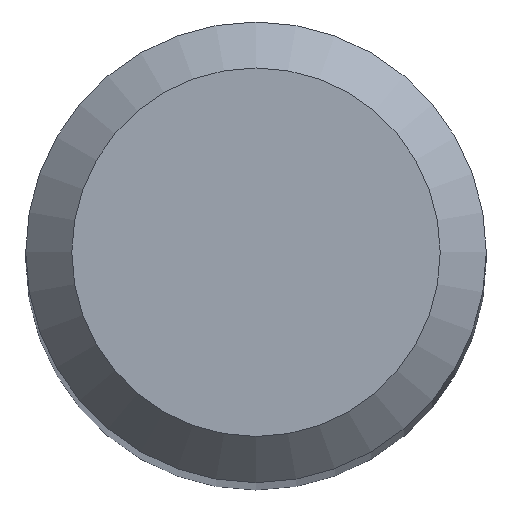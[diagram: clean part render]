
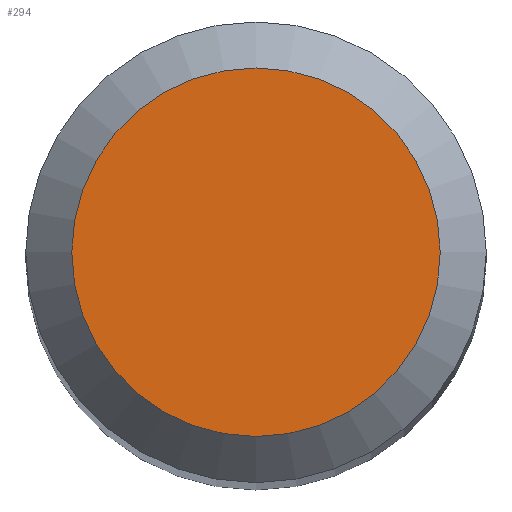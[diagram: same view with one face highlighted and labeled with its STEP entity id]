
A CAD part, top view. The second image highlights one B-rep face of the part: STEP entity #294.
In plain terms, the highlighted planar face has unit normal (0, 0, 1).
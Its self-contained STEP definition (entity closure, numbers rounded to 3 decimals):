
#24 = AXIS2_PLACEMENT_3D ( 'NONE', #271, #128, #243 ) ;
#28 = PLANE ( 'NONE',  #72 ) ;
#31 = EDGE_CURVE ( 'NONE', #32, #32, #174, .T. ) ;
#32 = VERTEX_POINT ( 'NONE', #260 ) ;
#59 = DIRECTION ( 'NONE',  ( -1., 0., 0. ) ) ;
#60 = ORIENTED_EDGE ( 'NONE', *, *, #31, .F. ) ;
#72 = AXIS2_PLACEMENT_3D ( 'NONE', #142, #232, #59 ) ;
#84 = FACE_OUTER_BOUND ( 'NONE', #209, .T. ) ;
#128 = DIRECTION ( 'NONE',  ( 0., 0., -1. ) ) ;
#142 = CARTESIAN_POINT ( 'NONE',  ( 0., 0., 38. ) ) ;
#174 = CIRCLE ( 'NONE', #24, 1.2 ) ;
#209 = EDGE_LOOP ( 'NONE', ( #60 ) ) ;
#232 = DIRECTION ( 'NONE',  ( 0., 0., -1. ) ) ;
#243 = DIRECTION ( 'NONE',  ( -1., 0., 0. ) ) ;
#260 = CARTESIAN_POINT ( 'NONE',  ( -1.2, 0., 38. ) ) ;
#271 = CARTESIAN_POINT ( 'NONE',  ( 0., 0., 38. ) ) ;
#294 = ADVANCED_FACE ( 'NONE', ( #84 ), #28, .F. ) ;
